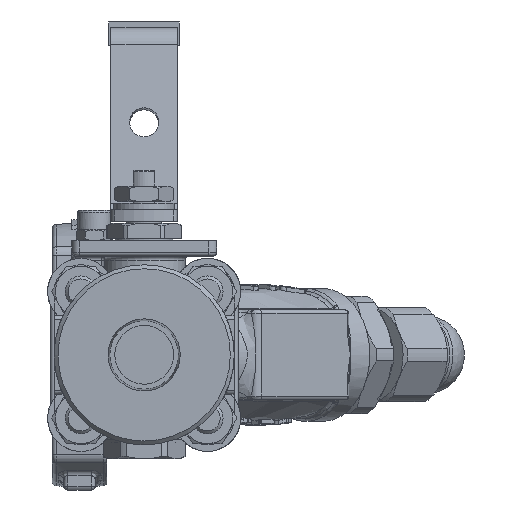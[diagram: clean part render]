
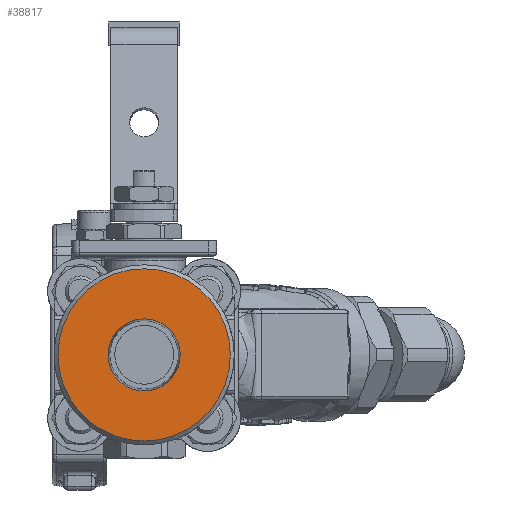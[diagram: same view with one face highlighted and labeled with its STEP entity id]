
A CAD part, left-side view. The second image highlights one B-rep face of the part: STEP entity #38817.
In plain terms, the highlighted planar face has unit normal (-1, 0, 0).
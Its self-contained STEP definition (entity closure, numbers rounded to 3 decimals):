
#3865=FACE_BOUND('',#8974,.T.);
#4478=PLANE('',#42540);
#6448=FACE_OUTER_BOUND('',#8973,.T.);
#8973=EDGE_LOOP('',(#32818));
#8974=EDGE_LOOP('',(#32819));
#14972=CIRCLE('',#42539,9.203);
#14973=CIRCLE('',#42541,22.);
#17939=VERTEX_POINT('',#76567);
#17940=VERTEX_POINT('',#76571);
#23062=EDGE_CURVE('',#17939,#17939,#14972,.T.);
#23064=EDGE_CURVE('',#17940,#17940,#14973,.T.);
#32818=ORIENTED_EDGE('',*,*,#23064,.F.);
#32819=ORIENTED_EDGE('',*,*,#23062,.T.);
#38817=ADVANCED_FACE('',(#6448,#3865),#4478,.T.);
#42539=AXIS2_PLACEMENT_3D('',#76568,#51066,#51067);
#42540=AXIS2_PLACEMENT_3D('',#76570,#51069,#51070);
#42541=AXIS2_PLACEMENT_3D('',#76572,#51071,#51072);
#51066=DIRECTION('center_axis',(1.,0.,0.));
#51067=DIRECTION('ref_axis',(0.,-1.,0.));
#51069=DIRECTION('center_axis',(-1.,0.,0.));
#51070=DIRECTION('ref_axis',(0.,-1.,0.));
#51071=DIRECTION('center_axis',(1.,0.,0.));
#51072=DIRECTION('ref_axis',(0.,1.,0.));
#76567=CARTESIAN_POINT('',(-250.036,28.036,-1.517));
#76568=CARTESIAN_POINT('Origin',(-250.036,18.833,-1.517));
#76570=CARTESIAN_POINT('Origin',(-250.036,18.833,-1.517));
#76571=CARTESIAN_POINT('',(-250.036,-3.167,-1.517));
#76572=CARTESIAN_POINT('Origin',(-250.036,18.833,-1.517));
